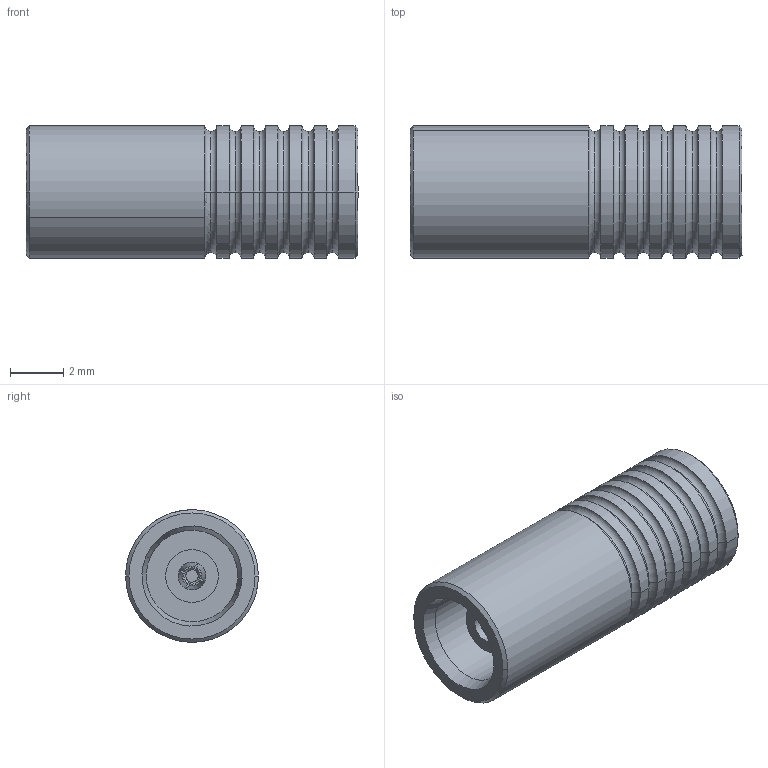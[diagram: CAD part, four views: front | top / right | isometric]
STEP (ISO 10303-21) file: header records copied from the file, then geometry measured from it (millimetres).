
FILE_DESCRIPTION (( 'STEP AP214' ), '1' );
FILE_NAME ('ST6016_3D.step', '2025-03-10T14:58:02', ( '' ), ( '' ), 'SwSTEP 2.0', 'SolidWorks 2022', '' );
FILE_SCHEMA (( 'AUTOMOTIVE_DESIGN' ));
Length unit declared in the file: inch
Products named in the file (1): ST6016_3D
Bounding box: 12.5 x 5 x 5 mm (x, y, z)
Volume: 207.7 mm3; surface area: 327 mm2
Topology: 1 solids, 1 shells, 83 faces, 194 edges, 116 vertices
Faces by surface type: plane 25, torus 24, cylinder 22, cone 12
Entity records: 2456 total; most frequent: CARTESIAN_POINT 480, DIRECTION 446, ORIENTED_EDGE 388, EDGE_CURVE 194, AXIS2_PLACEMENT_3D 190, VERTEX_POINT 116, CIRCLE 106, EDGE_LOOP 86
